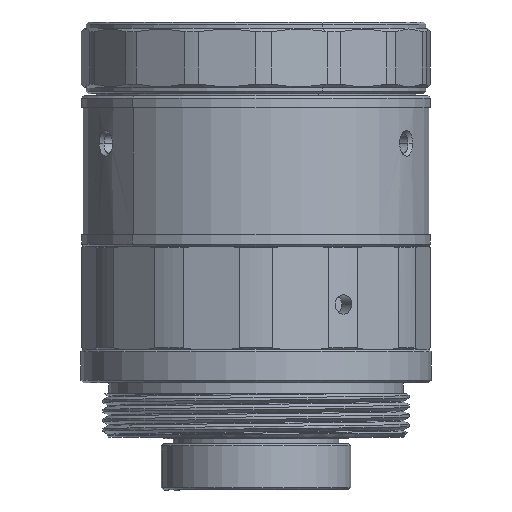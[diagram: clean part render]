
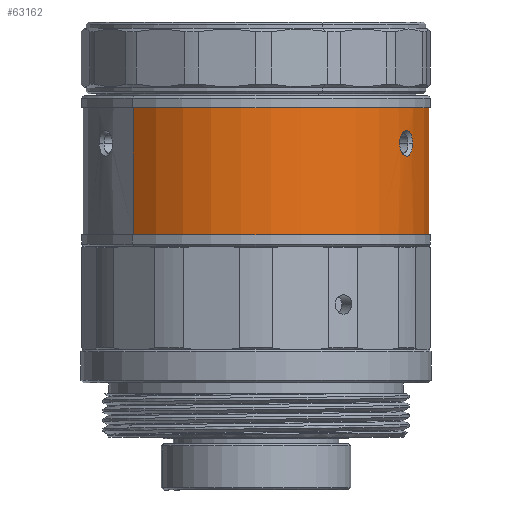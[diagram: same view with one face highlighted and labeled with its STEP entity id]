
A CAD part, front view. The second image highlights one B-rep face of the part: STEP entity #63162.
In plain terms, the highlighted cylindrical face has radius 14.4 mm (diameter 28.8 mm), a partial arc.
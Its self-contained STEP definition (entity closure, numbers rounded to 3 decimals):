
#147 = CARTESIAN_POINT ( 'NONE',  ( 2.885, -14.108, -3.308 ) ) ;
#636 = CARTESIAN_POINT ( 'NONE',  ( 3.18, -14.046, -3.014 ) ) ;
#925 = VERTEX_POINT ( 'NONE', #62499 ) ;
#1014 = B_SPLINE_CURVE_WITH_KNOTS ( 'NONE', 3,
 ( #15139, #8922, #32321, #60179, #3969, #71417, #26078, #65889, #26325, #71668, #54712, #37557, #43779, #21100, #9665, #66142 ),
 .UNSPECIFIED., .F., .F.,
 ( 4, 2, 2, 2, 2, 2, 2, 4 ),
 ( 0., 0.125, 0.188, 0.25, 0.313, 0.375, 0.438, 0.5 ),
 .UNSPECIFIED. ) ;
#1125 = CARTESIAN_POINT ( 'NONE',  ( 2.7, -14.145, -3.681 ) ) ;
#1136 = CARTESIAN_POINT ( 'NONE',  ( 0., 0., -11.51 ) ) ;
#1380 = EDGE_CURVE ( 'NONE', #62997, #14038, #18438, .T. ) ;
#2362 = ORIENTED_EDGE ( 'NONE', *, *, #38998, .T. ) ;
#2614 = VERTEX_POINT ( 'NONE', #29013 ) ;
#2728 = ORIENTED_EDGE ( 'NONE', *, *, #65550, .T. ) ;
#3047 = CARTESIAN_POINT ( 'NONE',  ( 14.4, 0., -11.51 ) ) ;
#3712 = CARTESIAN_POINT ( 'NONE',  ( 0., 0., -1. ) ) ;
#3969 = CARTESIAN_POINT ( 'NONE',  ( 4.25, -13.759, -4.887 ) ) ;
#4968 = ORIENTED_EDGE ( 'NONE', *, *, #65201, .T. ) ;
#6378 = ORIENTED_EDGE ( 'NONE', *, *, #69221, .F. ) ;
#6833 = CARTESIAN_POINT ( 'NONE',  ( 3.453, -13.983, -2.9 ) ) ;
#7130 = CARTESIAN_POINT ( 'NONE',  ( 0., 0., 6.118 ) ) ;
#8922 = CARTESIAN_POINT ( 'NONE',  ( 4.761, -13.59, -4.24 ) ) ;
#9665 = CARTESIAN_POINT ( 'NONE',  ( 2.672, -14.15, -4.096 ) ) ;
#9839 = FACE_OUTER_BOUND ( 'NONE', #49267, .T. ) ;
#11791 = CARTESIAN_POINT ( 'NONE',  ( 2.672, -14.15, -3.959 ) ) ;
#12537 = CARTESIAN_POINT ( 'NONE',  ( 4.556, -13.661, -3.308 ) ) ;
#12538 = VECTOR ( 'NONE', #39432, 1000. ) ;
#14038 = VERTEX_POINT ( 'NONE', #29658 ) ;
#15137 = DIRECTION ( 'NONE',  ( 0., 0., 1. ) ) ;
#15139 = CARTESIAN_POINT ( 'NONE',  ( 4.761, -13.59, -3.96 ) ) ;
#15391 = CARTESIAN_POINT ( 'NONE',  ( 14.4, 0., -1. ) ) ;
#17995 = CARTESIAN_POINT ( 'NONE',  ( 4.761, -13.59, -3.822 ) ) ;
#18438 = LINE ( 'NONE', #37789, #35402 ) ;
#18745 = FACE_BOUND ( 'NONE', #41605, .T. ) ;
#21100 = CARTESIAN_POINT ( 'NONE',  ( 2.699, -14.145, -4.238 ) ) ;
#22130 = ORIENTED_EDGE ( 'NONE', *, *, #1380, .F. ) ;
#23297 = AXIS2_PLACEMENT_3D ( 'NONE', #3712, #15137, #71413 ) ;
#23749 = CARTESIAN_POINT ( 'NONE',  ( 4.366, -13.722, -3.113 ) ) ;
#26078 = CARTESIAN_POINT ( 'NONE',  ( 3.864, -13.873, -5.02 ) ) ;
#26325 = CARTESIAN_POINT ( 'NONE',  ( 3.452, -13.981, -4.993 ) ) ;
#29013 = CARTESIAN_POINT ( 'NONE',  ( 4.761, -13.59, -3.96 ) ) ;
#29463 = CARTESIAN_POINT ( 'NONE',  ( 4.734, -13.6, -3.682 ) ) ;
#29658 = CARTESIAN_POINT ( 'NONE',  ( -14.4, 0., -1. ) ) ;
#32321 = CARTESIAN_POINT ( 'NONE',  ( 4.652, -13.629, -4.513 ) ) ;
#35210 = CARTESIAN_POINT ( 'NONE',  ( 2.672, -14.15, -3.821 ) ) ;
#35402 = VECTOR ( 'NONE', #68117, 1000. ) ;
#37557 = CARTESIAN_POINT ( 'NONE',  ( 2.885, -14.108, -4.612 ) ) ;
#37789 = CARTESIAN_POINT ( 'NONE',  ( -14.4, 0., 6.118 ) ) ;
#38805 = AXIS2_PLACEMENT_3D ( 'NONE', #7130, #46995, #63092 ) ;
#38853 = VERTEX_POINT ( 'NONE', #15391 ) ;
#38998 = EDGE_CURVE ( 'NONE', #925, #2614, #50675, .T. ) ;
#39144 = CIRCLE ( 'NONE', #47988, 14.4 ) ;
#39432 = DIRECTION ( 'NONE',  ( 0., 0., 1. ) ) ;
#40423 = CARTESIAN_POINT ( 'NONE',  ( 4.251, -13.759, -3.034 ) ) ;
#40679 = CARTESIAN_POINT ( 'NONE',  ( 2.806, -14.124, -3.426 ) ) ;
#40940 = DIRECTION ( 'NONE',  ( 0., 0., 1. ) ) ;
#41413 = EDGE_CURVE ( 'NONE', #52131, #38853, #68672, .T. ) ;
#41605 = EDGE_LOOP ( 'NONE', ( #4968, #2362 ) ) ;
#43712 = CYLINDRICAL_SURFACE ( 'NONE', #38805, 14.4 ) ;
#43779 = CARTESIAN_POINT ( 'NONE',  ( 2.807, -14.124, -4.495 ) ) ;
#46183 = CARTESIAN_POINT ( 'NONE',  ( 4.761, -13.59, -3.96 ) ) ;
#46689 = CARTESIAN_POINT ( 'NONE',  ( 3.865, -13.872, -2.9 ) ) ;
#46701 = DIRECTION ( 'NONE',  ( 1., 0., 0. ) ) ;
#46995 = DIRECTION ( 'NONE',  ( 0., 0., 1. ) ) ;
#47988 = AXIS2_PLACEMENT_3D ( 'NONE', #1136, #40940, #46701 ) ;
#49267 = EDGE_LOOP ( 'NONE', ( #22130, #2728, #56380, #6378 ) ) ;
#50503 = CARTESIAN_POINT ( 'NONE',  ( -14.4, 0., -11.51 ) ) ;
#50675 = B_SPLINE_CURVE_WITH_KNOTS ( 'NONE', 3,
 ( #11791, #35210, #1125, #40679, #147, #636, #6833, #46689, #68542, #40423, #23749, #12537, #51888, #29463, #17995, #46183 ),
 .UNSPECIFIED., .F., .F.,
 ( 4, 2, 2, 2, 2, 2, 2, 4 ),
 ( 0.5, 0.563, 0.625, 0.75, 0.813, 0.875, 0.938, 1. ),
 .UNSPECIFIED. ) ;
#51888 = CARTESIAN_POINT ( 'NONE',  ( 4.632, -13.635, -3.427 ) ) ;
#52131 = VERTEX_POINT ( 'NONE', #3047 ) ;
#54712 = CARTESIAN_POINT ( 'NONE',  ( 3.081, -14.067, -4.808 ) ) ;
#56380 = ORIENTED_EDGE ( 'NONE', *, *, #41413, .T. ) ;
#60179 = CARTESIAN_POINT ( 'NONE',  ( 4.365, -13.723, -4.808 ) ) ;
#62499 = CARTESIAN_POINT ( 'NONE',  ( 2.672, -14.15, -3.959 ) ) ;
#62997 = VERTEX_POINT ( 'NONE', #50503 ) ;
#63092 = DIRECTION ( 'NONE',  ( 1., 0., 0. ) ) ;
#63162 = ADVANCED_FACE ( 'NONE', ( #9839, #18745 ), #43712, .T. ) ;
#65201 = EDGE_CURVE ( 'NONE', #2614, #925, #1014, .T. ) ;
#65550 = EDGE_CURVE ( 'NONE', #62997, #52131, #39144, .T. ) ;
#65889 = CARTESIAN_POINT ( 'NONE',  ( 3.59, -13.946, -5.02 ) ) ;
#66142 = CARTESIAN_POINT ( 'NONE',  ( 2.672, -14.15, -3.959 ) ) ;
#67531 = CARTESIAN_POINT ( 'NONE',  ( 14.4, 0., 6.118 ) ) ;
#68117 = DIRECTION ( 'NONE',  ( 0., 0., 1. ) ) ;
#68542 = CARTESIAN_POINT ( 'NONE',  ( 4.001, -13.834, -2.927 ) ) ;
#68672 = LINE ( 'NONE', #67531, #12538 ) ;
#69221 = EDGE_CURVE ( 'NONE', #14038, #38853, #73592, .T. ) ;
#71413 = DIRECTION ( 'NONE',  ( 1., 0., 0. ) ) ;
#71417 = CARTESIAN_POINT ( 'NONE',  ( 4., -13.834, -4.993 ) ) ;
#71668 = CARTESIAN_POINT ( 'NONE',  ( 3.199, -14.041, -4.887 ) ) ;
#73592 = CIRCLE ( 'NONE', #23297, 14.4 ) ;
